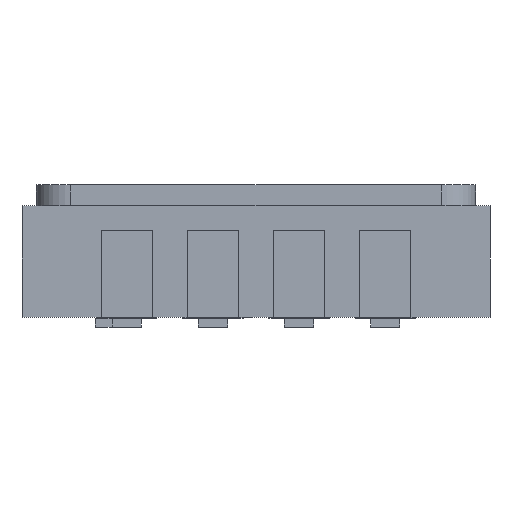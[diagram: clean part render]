
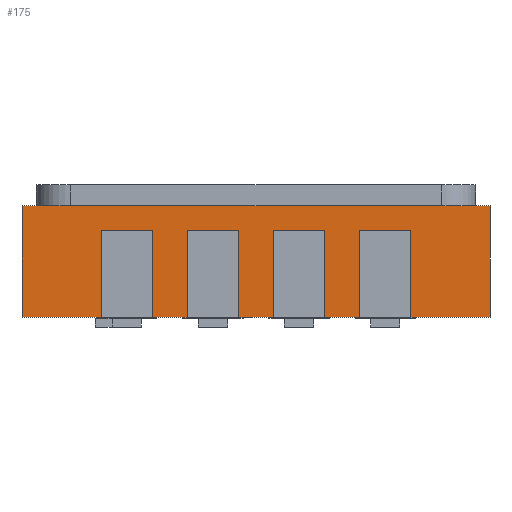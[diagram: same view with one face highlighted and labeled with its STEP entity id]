
A CAD part, left-side view. The second image highlights one B-rep face of the part: STEP entity #175.
In plain terms, the highlighted planar face has unit normal (-1, 0, 0).
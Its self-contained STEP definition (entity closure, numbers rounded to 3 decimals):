
#52=DIRECTION('',(0.,0.,1.));
#53=VECTOR('',#52,6.9);
#54=CARTESIAN_POINT('',(-2.825,0.,-3.45));
#55=LINE('',#54,#53);
#59=DIRECTION('',(0.,1.,0.));
#60=VECTOR('',#59,1.65);
#61=CARTESIAN_POINT('',(-2.825,0.,3.45));
#62=LINE('',#61,#60);
#66=DIRECTION('',(0.,1.,0.));
#67=VECTOR('',#66,1.65);
#68=CARTESIAN_POINT('',(-2.825,0.,-3.45));
#69=LINE('',#68,#67);
#94=DIRECTION('',(0.,0.,1.));
#95=VECTOR('',#94,6.9);
#96=CARTESIAN_POINT('',(-2.825,1.65,-3.45));
#97=LINE('',#96,#95);
#115=CARTESIAN_POINT('',(-2.825,0.,3.45));
#117=VERTEX_POINT('',#115);
#121=CARTESIAN_POINT('',(-2.825,0.,-3.45));
#122=VERTEX_POINT('',#121);
#123=CARTESIAN_POINT('',(-2.825,1.65,3.45));
#125=VERTEX_POINT('',#123);
#129=CARTESIAN_POINT('',(-2.825,1.65,-3.45));
#130=VERTEX_POINT('',#129);
#162=CARTESIAN_POINT('',(-2.825,0.,-3.45));
#163=DIRECTION('',(-1.,0.,0.));
#164=DIRECTION('',(0.,0.,1.));
#165=AXIS2_PLACEMENT_3D('',#162,#163,#164);
#166=PLANE('',#165);
#167=ORIENTED_EDGE('',*,*,#142,.F.);
#169=ORIENTED_EDGE('',*,*,#168,.T.);
#171=ORIENTED_EDGE('',*,*,#170,.T.);
#172=ORIENTED_EDGE('',*,*,#153,.F.);
#173=EDGE_LOOP('',(#167,#169,#171,#172));
#174=FACE_OUTER_BOUND('',#173,.F.);
#142=EDGE_CURVE('',#122,#117,#55,.T.);
#153=EDGE_CURVE('',#117,#125,#62,.T.);
#168=EDGE_CURVE('',#122,#130,#69,.T.);
#170=EDGE_CURVE('',#130,#125,#97,.T.);
#175=ADVANCED_FACE('',(#174),#166,.T.);
